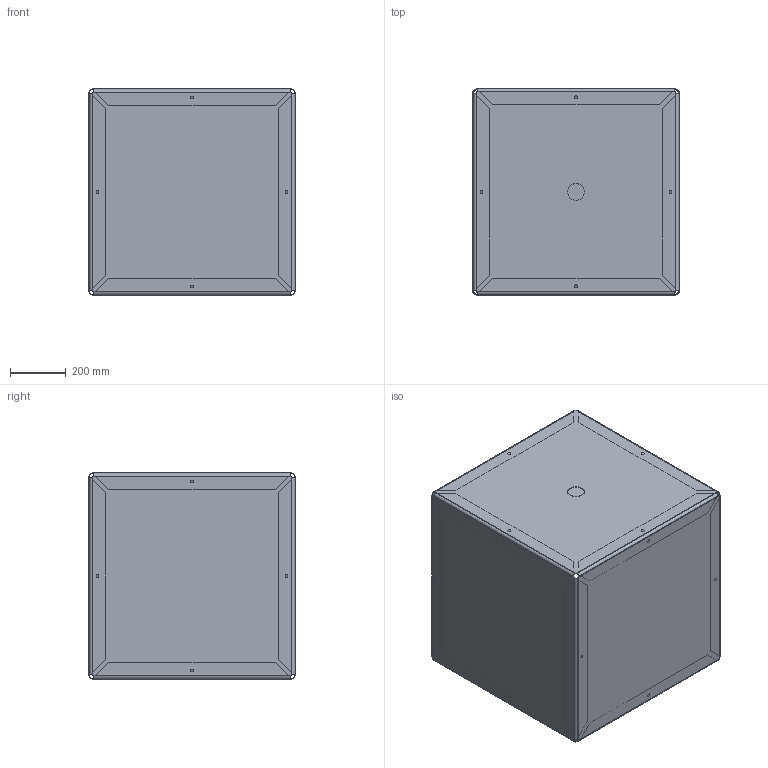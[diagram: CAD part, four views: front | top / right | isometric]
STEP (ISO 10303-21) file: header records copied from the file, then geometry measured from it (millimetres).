
FILE_DESCRIPTION (( 'STEP AP214' ), '1' );
FILE_NAME ('full_mini_MSR.STEP', '2024-05-17T17:49:50', ( '' ), ( '' ), 'SwSTEP 2.0', 'SolidWorks 2023', '' );
FILE_SCHEMA (( 'AUTOMOTIVE_DESIGN' ));
Length unit declared in the file: millimetre
Products named in the file (9): inner_flat; inner_bracket; outer_bracket; inner_layer; full_mini_MSR; inner_flat_front; outer_flat_front; outer_layer; outer_flat
Assembly tree (46 placements, depth 3):
  full_mini_MSR
    inner_layer
      inner_flat_front
      inner_bracket  x12
      inner_flat  x5
    outer_layer
      outer_flat_front
      outer_bracket  x18
      outer_flat  x7
Bounding box: 744 x 744 x 744 mm (x, y, z)
Volume: 15447076.1 mm3; surface area: 17129369.6 mm2
Topology: 44 solids, 44 shells, 916 faces, 2076 edges, 1304 vertices
Faces by surface type: plane 620, cylinder 296
Entity records: 3872 total; most frequent: DIRECTION 698, CARTESIAN_POINT 599, ORIENTED_EDGE 520, AXIS2_PLACEMENT_3D 267, EDGE_CURVE 260, VERTEX_POINT 168, LINE 164, VECTOR 164
